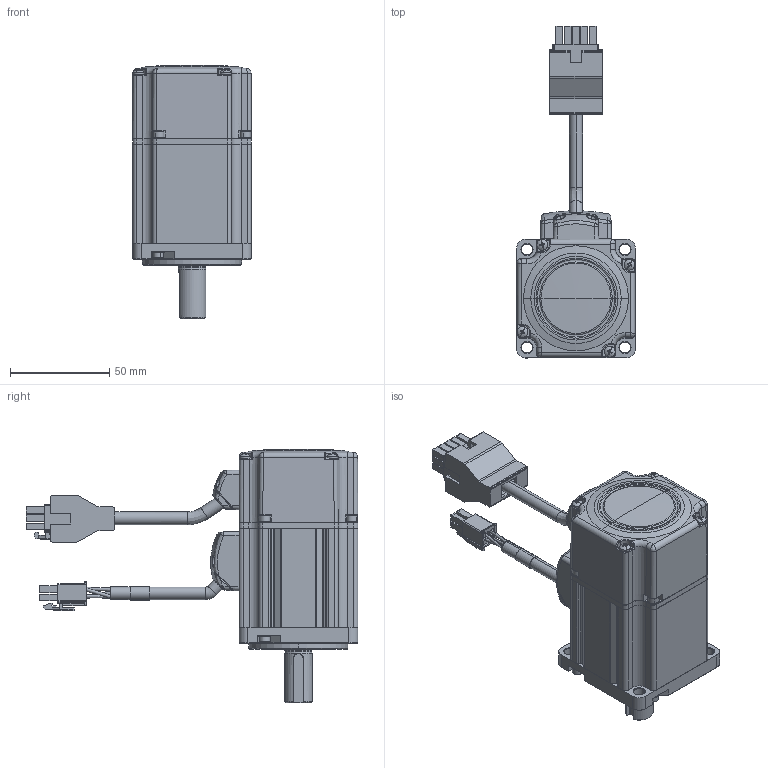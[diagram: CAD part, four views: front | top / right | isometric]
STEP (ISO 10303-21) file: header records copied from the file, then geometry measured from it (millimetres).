
FILE_DESCRIPTION (( 'STEP AP203' ), '1' );
FILE_NAME ('4613150000308-A.STEP', '2015-05-07T05:21:41', ( '' ), ( '' ), 'SwSTEP 2.0', 'SolidWorks 2012', '' );
FILE_SCHEMA (( 'CONFIG_CONTROL_DESIGN' ));
Length unit declared in the file: millimetre
Products named in the file (1): 4613150000308-A
Bounding box: 60 x 167.54 x 128 mm (x, y, z)
Surface area: 56123 mm2 (no closed solid volume)
Topology: 0 solids, 41 shells, 1188 faces, 3466 edges, 2294 vertices
Faces by surface type: plane 556, cylinder 286, bspline 138, cone 123, torus 69, sphere 16
Entity records: 44233 total; most frequent: CARTESIAN_POINT 13504, DIRECTION 6343, ORIENTED_EDGE 6026, EDGE_CURVE 3462, VERTEX_POINT 2294, AXIS2_PLACEMENT_3D 2167, LINE 2009, VECTOR 2009
